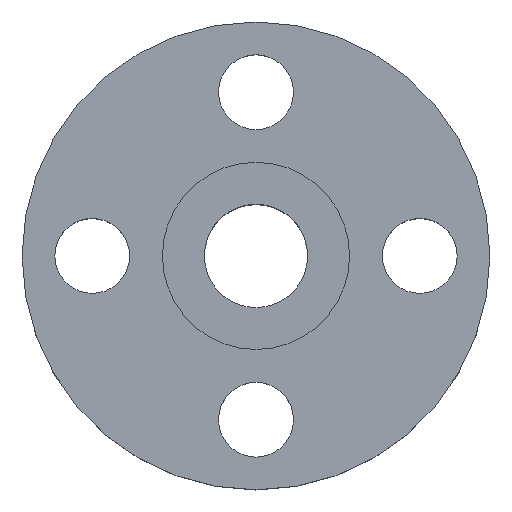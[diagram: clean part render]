
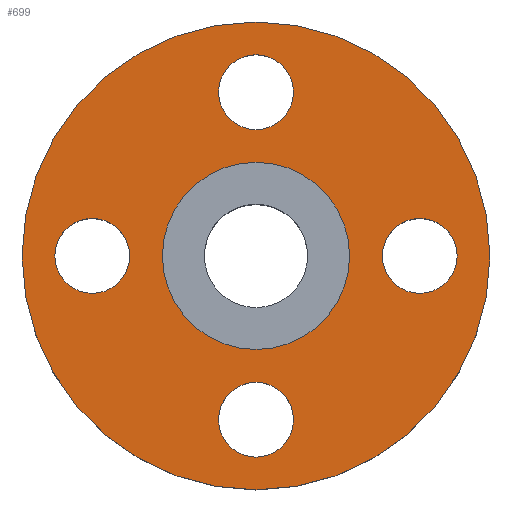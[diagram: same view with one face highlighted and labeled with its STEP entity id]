
A CAD part, top view. The second image highlights one B-rep face of the part: STEP entity #699.
In plain terms, the highlighted planar face has unit normal (0, 0, 1).
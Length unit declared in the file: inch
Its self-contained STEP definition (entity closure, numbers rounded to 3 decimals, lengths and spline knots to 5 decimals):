
#13 = EDGE_CURVE ( 'NONE', #682, #191, #503, .T. ) ;
#22 = DIRECTION ( 'NONE',  ( -1., 0., 0. ) ) ;
#29 = DIRECTION ( 'NONE',  ( 0., -1., 0. ) ) ;
#31 = CARTESIAN_POINT ( 'NONE',  ( 0.5, -2.1875, -0.25 ) ) ;
#39 = AXIS2_PLACEMENT_3D ( 'NONE', #202, #583, #119 ) ;
#44 = VERTEX_POINT ( 'NONE', #824 ) ;
#48 = CARTESIAN_POINT ( 'NONE',  ( -2.1875, 0., -0.25 ) ) ;
#54 = CARTESIAN_POINT ( 'NONE',  ( -3.125, 0., -0.25 ) ) ;
#56 = CARTESIAN_POINT ( 'NONE',  ( 0.5, 2.1875, -0.25 ) ) ;
#61 = ORIENTED_EDGE ( 'NONE', *, *, #728, .F. ) ;
#79 = AXIS2_PLACEMENT_3D ( 'NONE', #315, #654, #112 ) ;
#83 = CARTESIAN_POINT ( 'NONE',  ( 0., 0., -0.25 ) ) ;
#96 = AXIS2_PLACEMENT_3D ( 'NONE', #102, #562, #825 ) ;
#102 = CARTESIAN_POINT ( 'NONE',  ( 0., 2.1875, -0.25 ) ) ;
#107 = EDGE_CURVE ( 'NONE', #44, #265, #414, .T. ) ;
#112 = DIRECTION ( 'NONE',  ( 0., 1., 0. ) ) ;
#119 = DIRECTION ( 'NONE',  ( -1., 0., 0. ) ) ;
#120 = VERTEX_POINT ( 'NONE', #452 ) ;
#128 = CIRCLE ( 'NONE', #636, 3.125 ) ;
#153 = VERTEX_POINT ( 'NONE', #378 ) ;
#157 = AXIS2_PLACEMENT_3D ( 'NONE', #48, #190, #516 ) ;
#166 = FACE_OUTER_BOUND ( 'NONE', #796, .T. ) ;
#168 = ORIENTED_EDGE ( 'NONE', *, *, #107, .F. ) ;
#190 = DIRECTION ( 'NONE',  ( 0., 0., 1. ) ) ;
#191 = VERTEX_POINT ( 'NONE', #54 ) ;
#196 = EDGE_LOOP ( 'NONE', ( #364, #168 ) ) ;
#202 = CARTESIAN_POINT ( 'NONE',  ( 2.1875, 0., -0.25 ) ) ;
#209 = ORIENTED_EDGE ( 'NONE', *, *, #839, .T. ) ;
#213 = CIRCLE ( 'NONE', #694, 0.5 ) ;
#223 = ORIENTED_EDGE ( 'NONE', *, *, #13, .T. ) ;
#227 = AXIS2_PLACEMENT_3D ( 'NONE', #715, #254, #781 ) ;
#232 = CARTESIAN_POINT ( 'NONE',  ( 3.125, 0., -0.25 ) ) ;
#239 = DIRECTION ( 'NONE',  ( 1., 0., 0. ) ) ;
#245 = CARTESIAN_POINT ( 'NONE',  ( -1.6875, 0., -0.25 ) ) ;
#250 = DIRECTION ( 'NONE',  ( 0., 0., 1. ) ) ;
#251 = EDGE_LOOP ( 'NONE', ( #736, #61 ) ) ;
#254 = DIRECTION ( 'NONE',  ( 0., 0., 1. ) ) ;
#257 = CIRCLE ( 'NONE', #227, 0.5 ) ;
#265 = VERTEX_POINT ( 'NONE', #31 ) ;
#267 = CARTESIAN_POINT ( 'NONE',  ( 1.25, 0., -0.25 ) ) ;
#276 = VERTEX_POINT ( 'NONE', #698 ) ;
#295 = DIRECTION ( 'NONE',  ( 0., 0., 1. ) ) ;
#296 = PLANE ( 'NONE',  #541 ) ;
#309 = DIRECTION ( 'NONE',  ( 0., 1., 0. ) ) ;
#311 = EDGE_LOOP ( 'NONE', ( #552, #394 ) ) ;
#314 = EDGE_LOOP ( 'NONE', ( #700, #794 ) ) ;
#315 = CARTESIAN_POINT ( 'NONE',  ( 0., -2.1875, -0.25 ) ) ;
#317 = EDGE_CURVE ( 'NONE', #276, #519, #375, .T. ) ;
#336 = CIRCLE ( 'NONE', #555, 0.5 ) ;
#359 = EDGE_CURVE ( 'NONE', #415, #153, #213, .T. ) ;
#364 = ORIENTED_EDGE ( 'NONE', *, *, #843, .F. ) ;
#365 = FACE_BOUND ( 'NONE', #314, .T. ) ;
#371 = CARTESIAN_POINT ( 'NONE',  ( 0., 0., -0.25 ) ) ;
#373 = DIRECTION ( 'NONE',  ( 0., 0., -1. ) ) ;
#375 = CIRCLE ( 'NONE', #482, 1.25 ) ;
#378 = CARTESIAN_POINT ( 'NONE',  ( -2.6875, 0., -0.25 ) ) ;
#394 = ORIENTED_EDGE ( 'NONE', *, *, #445, .F. ) ;
#400 = EDGE_CURVE ( 'NONE', #519, #276, #765, .T. ) ;
#414 = CIRCLE ( 'NONE', #518, 0.5 ) ;
#415 = VERTEX_POINT ( 'NONE', #245 ) ;
#418 = CARTESIAN_POINT ( 'NONE',  ( 0., 2.1875, -0.25 ) ) ;
#434 = DIRECTION ( 'NONE',  ( 1., 0., 0. ) ) ;
#435 = FACE_BOUND ( 'NONE', #251, .T. ) ;
#441 = DIRECTION ( 'NONE',  ( 1., 0., 0. ) ) ;
#445 = EDGE_CURVE ( 'NONE', #120, #719, #494, .T. ) ;
#446 = FACE_BOUND ( 'NONE', #311, .T. ) ;
#448 = AXIS2_PLACEMENT_3D ( 'NONE', #831, #250, #507 ) ;
#452 = CARTESIAN_POINT ( 'NONE',  ( 1.6875, 0., -0.25 ) ) ;
#462 = VERTEX_POINT ( 'NONE', #56 ) ;
#482 = AXIS2_PLACEMENT_3D ( 'NONE', #371, #567, #441 ) ;
#487 = FACE_BOUND ( 'NONE', #705, .T. ) ;
#488 = EDGE_CURVE ( 'NONE', #153, #415, #600, .T. ) ;
#494 = CIRCLE ( 'NONE', #39, 0.5 ) ;
#499 = FACE_BOUND ( 'NONE', #196, .T. ) ;
#503 = CIRCLE ( 'NONE', #743, 3.125 ) ;
#507 = DIRECTION ( 'NONE',  ( 1., 0., 0. ) ) ;
#516 = DIRECTION ( 'NONE',  ( 1., 0., 0. ) ) ;
#518 = AXIS2_PLACEMENT_3D ( 'NONE', #581, #658, #309 ) ;
#519 = VERTEX_POINT ( 'NONE', #267 ) ;
#541 = AXIS2_PLACEMENT_3D ( 'NONE', #771, #373, #22 ) ;
#552 = ORIENTED_EDGE ( 'NONE', *, *, #838, .F. ) ;
#555 = AXIS2_PLACEMENT_3D ( 'NONE', #418, #644, #29 ) ;
#562 = DIRECTION ( 'NONE',  ( 0., 0., 1. ) ) ;
#566 = CIRCLE ( 'NONE', #79, 0.5 ) ;
#567 = DIRECTION ( 'NONE',  ( 0., 0., 1. ) ) ;
#569 = ORIENTED_EDGE ( 'NONE', *, *, #400, .F. ) ;
#581 = CARTESIAN_POINT ( 'NONE',  ( 0., -2.1875, -0.25 ) ) ;
#583 = DIRECTION ( 'NONE',  ( 0., 0., 1. ) ) ;
#588 = CARTESIAN_POINT ( 'NONE',  ( 0., 0., -0.25 ) ) ;
#593 = DIRECTION ( 'NONE',  ( 1., 0., 0. ) ) ;
#596 = DIRECTION ( 'NONE',  ( 0., 0., 1. ) ) ;
#600 = CIRCLE ( 'NONE', #157, 0.5 ) ;
#634 = CIRCLE ( 'NONE', #96, 0.5 ) ;
#636 = AXIS2_PLACEMENT_3D ( 'NONE', #588, #596, #593 ) ;
#643 = EDGE_CURVE ( 'NONE', #462, #750, #336, .T. ) ;
#644 = DIRECTION ( 'NONE',  ( 0., 0., 1. ) ) ;
#654 = DIRECTION ( 'NONE',  ( 0., 0., 1. ) ) ;
#658 = DIRECTION ( 'NONE',  ( 0., 0., 1. ) ) ;
#682 = VERTEX_POINT ( 'NONE', #232 ) ;
#694 = AXIS2_PLACEMENT_3D ( 'NONE', #696, #776, #239 ) ;
#696 = CARTESIAN_POINT ( 'NONE',  ( -2.1875, 0., -0.25 ) ) ;
#698 = CARTESIAN_POINT ( 'NONE',  ( -1.25, 0., -0.25 ) ) ;
#699 = ADVANCED_FACE ( 'NONE', ( #435, #446, #499, #365, #487, #166 ), #296, .F. ) ;
#700 = ORIENTED_EDGE ( 'NONE', *, *, #359, .F. ) ;
#702 = CARTESIAN_POINT ( 'NONE',  ( 2.6875, 0., -0.25 ) ) ;
#705 = EDGE_LOOP ( 'NONE', ( #569, #774 ) ) ;
#710 = CARTESIAN_POINT ( 'NONE',  ( -0.5, 2.1875, -0.25 ) ) ;
#715 = CARTESIAN_POINT ( 'NONE',  ( 2.1875, 0., -0.25 ) ) ;
#719 = VERTEX_POINT ( 'NONE', #702 ) ;
#728 = EDGE_CURVE ( 'NONE', #750, #462, #634, .T. ) ;
#736 = ORIENTED_EDGE ( 'NONE', *, *, #643, .F. ) ;
#743 = AXIS2_PLACEMENT_3D ( 'NONE', #83, #295, #434 ) ;
#750 = VERTEX_POINT ( 'NONE', #710 ) ;
#765 = CIRCLE ( 'NONE', #448, 1.25 ) ;
#771 = CARTESIAN_POINT ( 'NONE',  ( 0., 1.25, -0.25 ) ) ;
#774 = ORIENTED_EDGE ( 'NONE', *, *, #317, .F. ) ;
#776 = DIRECTION ( 'NONE',  ( 0., 0., 1. ) ) ;
#781 = DIRECTION ( 'NONE',  ( -1., 0., 0. ) ) ;
#794 = ORIENTED_EDGE ( 'NONE', *, *, #488, .F. ) ;
#796 = EDGE_LOOP ( 'NONE', ( #223, #209 ) ) ;
#824 = CARTESIAN_POINT ( 'NONE',  ( -0.5, -2.1875, -0.25 ) ) ;
#825 = DIRECTION ( 'NONE',  ( 0., -1., 0. ) ) ;
#831 = CARTESIAN_POINT ( 'NONE',  ( 0., 0., -0.25 ) ) ;
#838 = EDGE_CURVE ( 'NONE', #719, #120, #257, .T. ) ;
#839 = EDGE_CURVE ( 'NONE', #191, #682, #128, .T. ) ;
#843 = EDGE_CURVE ( 'NONE', #265, #44, #566, .T. ) ;
